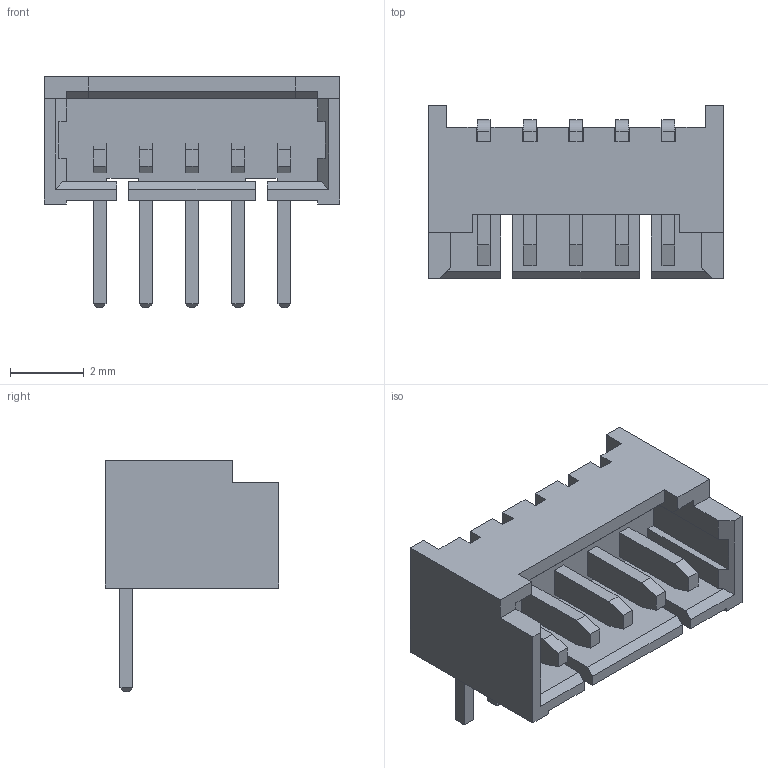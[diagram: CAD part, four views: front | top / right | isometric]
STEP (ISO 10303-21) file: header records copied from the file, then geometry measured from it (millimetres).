
FILE_DESCRIPTION (( 'STEP AP214' ), '1' );
FILE_NAME ('CONN-TH_1.25T-5P-WP.step', '2022-07-29T15:39:09', ( '' ), ( '' ), 'SwSTEP 2.0', 'SolidWorks 2020', '' );
FILE_SCHEMA (( 'AUTOMOTIVE_DESIGN' ));
Length unit declared in the file: millimetre
Products named in the file (1): CONN-TH_1.25T-5P-WP
Bounding box: 8 x 4.7 x 6.25 mm (x, y, z)
Volume: 58.4 mm3; surface area: 260.9 mm2
Topology: 14 solids, 14 shells, 468 faces, 1245 edges, 822 vertices
Faces by surface type: plane 344, bspline 114, cylinder 10
Entity records: 19534 total; most frequent: CARTESIAN_POINT 4898, ORIENTED_EDGE 2490, DIRECTION 1743, EDGE_CURVE 1245, VECTOR 993, LINE 993, VERTEX_POINT 822, EDGE_LOOP 497
